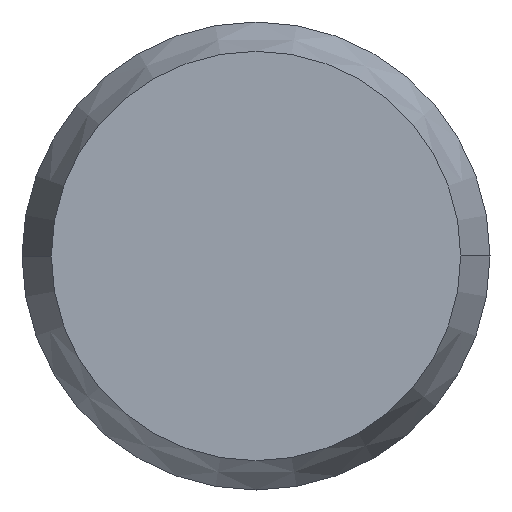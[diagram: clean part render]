
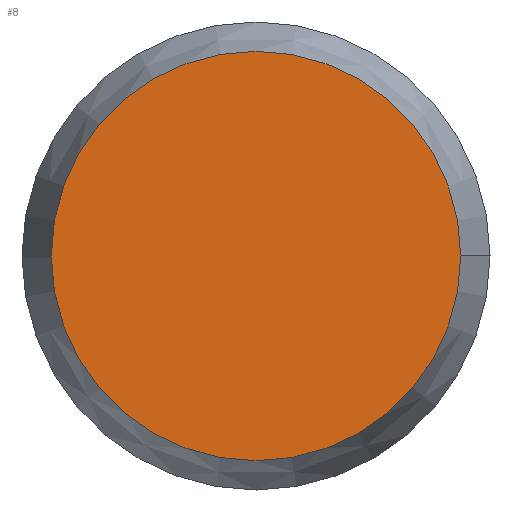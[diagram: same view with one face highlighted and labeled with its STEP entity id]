
A CAD part, front view. The second image highlights one B-rep face of the part: STEP entity #8.
In plain terms, the highlighted planar face has unit normal (0, -1, 0).
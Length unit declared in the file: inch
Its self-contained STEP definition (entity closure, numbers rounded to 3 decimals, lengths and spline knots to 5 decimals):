
#8 = ADVANCED_FACE ( 'NONE', ( #283 ), #262, .T. ) ;
#12 = DIRECTION ( 'NONE',  ( 0., -1., 0. ) ) ;
#42 = DIRECTION ( 'NONE',  ( 0., 0., -1. ) ) ;
#80 = DIRECTION ( 'NONE',  ( 0., -1., 0. ) ) ;
#107 = VERTEX_POINT ( 'NONE', #325 ) ;
#111 = CIRCLE ( 'NONE', #139, 0.10935 ) ;
#130 = VERTEX_POINT ( 'NONE', #335 ) ;
#139 = AXIS2_PLACEMENT_3D ( 'NONE', #209, #12, #42 ) ;
#162 = CARTESIAN_POINT ( 'NONE',  ( 0., 0., 0. ) ) ;
#164 = CIRCLE ( 'NONE', #173, 0.10935 ) ;
#173 = AXIS2_PLACEMENT_3D ( 'NONE', #175, #347, #204 ) ;
#175 = CARTESIAN_POINT ( 'NONE',  ( 0., 0., 0. ) ) ;
#204 = DIRECTION ( 'NONE',  ( 0., 0., -1. ) ) ;
#209 = CARTESIAN_POINT ( 'NONE',  ( 0., 0., 0. ) ) ;
#226 = EDGE_CURVE ( 'NONE', #107, #130, #111, .T. ) ;
#254 = AXIS2_PLACEMENT_3D ( 'NONE', #162, #80, #295 ) ;
#260 = EDGE_CURVE ( 'NONE', #130, #107, #164, .T. ) ;
#262 = PLANE ( 'NONE',  #254 ) ;
#268 = ORIENTED_EDGE ( 'NONE', *, *, #226, .T. ) ;
#279 = ORIENTED_EDGE ( 'NONE', *, *, #260, .T. ) ;
#283 = FACE_OUTER_BOUND ( 'NONE', #304, .T. ) ;
#295 = DIRECTION ( 'NONE',  ( 0., 0., -1. ) ) ;
#304 = EDGE_LOOP ( 'NONE', ( #279, #268 ) ) ;
#325 = CARTESIAN_POINT ( 'NONE',  ( 0., 0., 0.10935 ) ) ;
#335 = CARTESIAN_POINT ( 'NONE',  ( 0., 0., -0.10935 ) ) ;
#347 = DIRECTION ( 'NONE',  ( 0., -1., 0. ) ) ;
